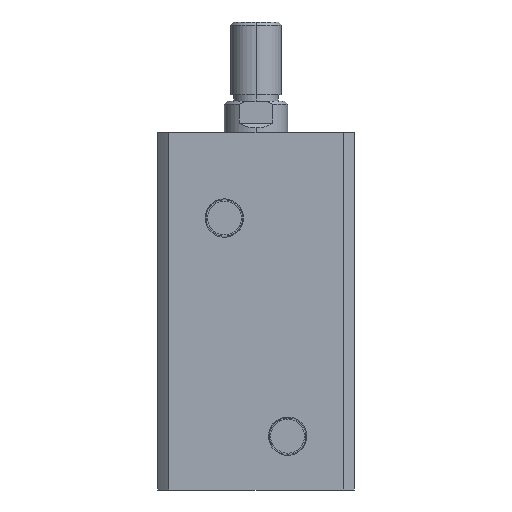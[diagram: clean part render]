
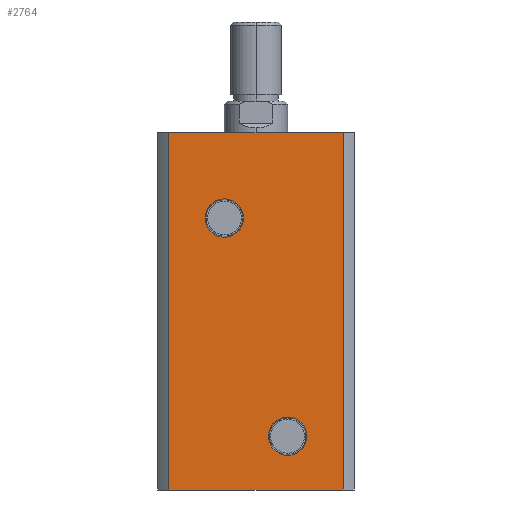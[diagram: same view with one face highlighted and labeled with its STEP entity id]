
A CAD part, left-side view. The second image highlights one B-rep face of the part: STEP entity #2764.
In plain terms, the highlighted planar face has unit normal (-1, 0, 0).
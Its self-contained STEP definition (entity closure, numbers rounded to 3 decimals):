
#273 = CARTESIAN_POINT ( 'NONE',  ( -31., 0., 113. ) ) ;
#275 = CARTESIAN_POINT ( 'NONE',  ( -31., 10., 86. ) ) ;
#276 = DIRECTION ( 'NONE',  ( -1., 0., 0. ) ) ;
#277 = DIRECTION ( 'NONE',  ( 0., 0., 1. ) ) ;
#279 = DIRECTION ( 'NONE',  ( 0., -1., 0. ) ) ;
#282 = CARTESIAN_POINT ( 'NONE',  ( -31., -27.591, 113. ) ) ;
#284 = DIRECTION ( 'NONE',  ( 0., 0., -1. ) ) ;
#293 = CARTESIAN_POINT ( 'NONE',  ( -31., 27.591, 113. ) ) ;
#296 = CARTESIAN_POINT ( 'NONE',  ( -31., 0., 0. ) ) ;
#302 = DIRECTION ( 'NONE',  ( 0., 0., -1. ) ) ;
#304 = DIRECTION ( 'NONE',  ( 0., -1., 0. ) ) ;
#305 = CARTESIAN_POINT ( 'NONE',  ( -31., -10., 17. ) ) ;
#306 = DIRECTION ( 'NONE',  ( -1., 0., 0. ) ) ;
#307 = DIRECTION ( 'NONE',  ( 0., 0., 1. ) ) ;
#418 = CARTESIAN_POINT ( 'NONE',  ( -31., 10., 86. ) ) ;
#419 = DIRECTION ( 'NONE',  ( -1., 0., 0. ) ) ;
#420 = DIRECTION ( 'NONE',  ( 0., 0., 1. ) ) ;
#613 = CARTESIAN_POINT ( 'NONE',  ( -31., -10., 10.94 ) ) ;
#642 = EDGE_CURVE ( 'NONE', #2270, #2225, #1104, .T. ) ;
#644 = EDGE_CURVE ( 'NONE', #2917, #2913, #1110, .T. ) ;
#646 = EDGE_CURVE ( 'NONE', #2913, #2905, #1115, .T. ) ;
#655 = EDGE_CURVE ( 'NONE', #2917, #2883, #1128, .T. ) ;
#656 = EDGE_CURVE ( 'NONE', #2883, #2905, #1132, .T. ) ;
#657 = EDGE_CURVE ( 'NONE', #2227, #2216, #1136, .T. ) ;
#707 = EDGE_CURVE ( 'NONE', #2225, #2270, #1225, .T. ) ;
#790 = AXIS2_PLACEMENT_3D ( 'NONE', #275, #276, #277 ) ;
#792 = AXIS2_PLACEMENT_3D ( 'NONE', #305, #306, #307 ) ;
#804 = AXIS2_PLACEMENT_3D ( 'NONE', #418, #419, #420 ) ;
#873 = AXIS2_PLACEMENT_3D ( 'NONE', #3376, #3374, #3380 ) ;
#922 = AXIS2_PLACEMENT_3D ( 'NONE', #3690, #3691, #3692 ) ;
#1104 = CIRCLE ( 'NONE', #790, 6.06 ) ;
#1110 = LINE ( 'NONE', #273, #1114 ) ;
#1114 = VECTOR ( 'NONE', #279, 1000. ) ;
#1115 = LINE ( 'NONE', #282, #1118 ) ;
#1118 = VECTOR ( 'NONE', #284, 1000. ) ;
#1128 = LINE ( 'NONE', #293, #1135 ) ;
#1132 = LINE ( 'NONE', #296, #1137 ) ;
#1135 = VECTOR ( 'NONE', #302, 1000. ) ;
#1136 = CIRCLE ( 'NONE', #792, 6.06 ) ;
#1137 = VECTOR ( 'NONE', #304, 1000. ) ;
#1225 = CIRCLE ( 'NONE', #804, 6.06 ) ;
#1349 = FACE_BOUND ( 'NONE', #2089, .T. ) ;
#1360 = FACE_OUTER_BOUND ( 'NONE', #2190, .T. ) ;
#1364 = FACE_BOUND ( 'NONE', #2194, .T. ) ;
#1485 = CIRCLE ( 'NONE', #922, 6.06 ) ;
#2089 = EDGE_LOOP ( 'NONE', ( #2324, #2323 ) ) ;
#2190 = EDGE_LOOP ( 'NONE', ( #2320, #2319, #2318, #2317 ) ) ;
#2194 = EDGE_LOOP ( 'NONE', ( #2322, #2321 ) ) ;
#2216 = VERTEX_POINT ( 'NONE', #613 ) ;
#2225 = VERTEX_POINT ( 'NONE', #3200 ) ;
#2227 = VERTEX_POINT ( 'NONE', #3202 ) ;
#2270 = VERTEX_POINT ( 'NONE', #3245 ) ;
#2317 = ORIENTED_EDGE ( 'NONE', *, *, #655, .T. ) ;
#2318 = ORIENTED_EDGE ( 'NONE', *, *, #644, .F. ) ;
#2319 = ORIENTED_EDGE ( 'NONE', *, *, #646, .F. ) ;
#2320 = ORIENTED_EDGE ( 'NONE', *, *, #656, .T. ) ;
#2321 = ORIENTED_EDGE ( 'NONE', *, *, #3010, .F. ) ;
#2322 = ORIENTED_EDGE ( 'NONE', *, *, #657, .F. ) ;
#2323 = ORIENTED_EDGE ( 'NONE', *, *, #707, .F. ) ;
#2324 = ORIENTED_EDGE ( 'NONE', *, *, #642, .F. ) ;
#2764 = ADVANCED_FACE ( 'NONE', ( #1349, #1364, #1360 ), #3378, .F. ) ;
#2883 = VERTEX_POINT ( 'NONE', #3535 ) ;
#2905 = VERTEX_POINT ( 'NONE', #3557 ) ;
#2913 = VERTEX_POINT ( 'NONE', #3565 ) ;
#2917 = VERTEX_POINT ( 'NONE', #3569 ) ;
#3010 = EDGE_CURVE ( 'NONE', #2216, #2227, #1485, .T. ) ;
#3200 = CARTESIAN_POINT ( 'NONE',  ( -31., 10., 79.94 ) ) ;
#3202 = CARTESIAN_POINT ( 'NONE',  ( -31., -10., 23.06 ) ) ;
#3245 = CARTESIAN_POINT ( 'NONE',  ( -31., 10., 92.06 ) ) ;
#3374 = DIRECTION ( 'NONE',  ( 1., 0., 0. ) ) ;
#3376 = CARTESIAN_POINT ( 'NONE',  ( -31., 0., 113. ) ) ;
#3378 = PLANE ( 'NONE',  #873 ) ;
#3380 = DIRECTION ( 'NONE',  ( 0., 0., -1. ) ) ;
#3535 = CARTESIAN_POINT ( 'NONE',  ( -31., 27.591, 0. ) ) ;
#3557 = CARTESIAN_POINT ( 'NONE',  ( -31., -27.591, 0. ) ) ;
#3565 = CARTESIAN_POINT ( 'NONE',  ( -31., -27.591, 113. ) ) ;
#3569 = CARTESIAN_POINT ( 'NONE',  ( -31., 27.591, 113. ) ) ;
#3690 = CARTESIAN_POINT ( 'NONE',  ( -31., -10., 17. ) ) ;
#3691 = DIRECTION ( 'NONE',  ( -1., 0., 0. ) ) ;
#3692 = DIRECTION ( 'NONE',  ( 0., 0., 1. ) ) ;
